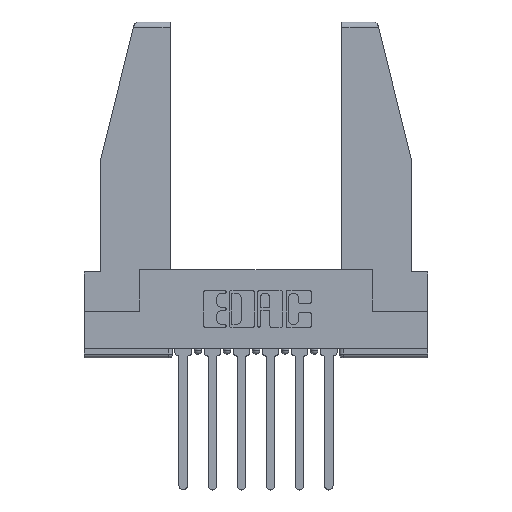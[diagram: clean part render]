
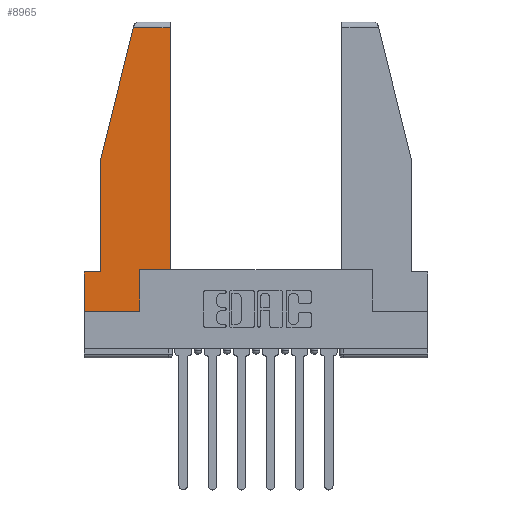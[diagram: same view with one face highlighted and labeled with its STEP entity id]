
A CAD part, top view. The second image highlights one B-rep face of the part: STEP entity #8965.
In plain terms, the highlighted planar face has unit normal (0, 0, 1).
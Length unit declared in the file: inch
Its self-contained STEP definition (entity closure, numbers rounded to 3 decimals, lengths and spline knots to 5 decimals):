
#253 = AXIS2_PLACEMENT_3D ( 'NONE', #1728, #2636, #9025 ) ;
#434 = VECTOR ( 'NONE', #2094, 39.37008 ) ;
#814 = ORIENTED_EDGE ( 'NONE', *, *, #6017, .T. ) ;
#1065 = VECTOR ( 'NONE', #6174, 39.37008 ) ;
#1198 = ORIENTED_EDGE ( 'NONE', *, *, #1379, .T. ) ;
#1379 = EDGE_CURVE ( 'NONE', #1700, #9048, #3803, .T. ) ;
#1433 = EDGE_CURVE ( 'NONE', #6939, #10626, #11500, .T. ) ;
#1601 = CARTESIAN_POINT ( 'NONE',  ( 0., 1.52, 0. ) ) ;
#1612 = VECTOR ( 'NONE', #8716, 39.37008 ) ;
#1700 = VERTEX_POINT ( 'NONE', #3852 ) ;
#1728 = CARTESIAN_POINT ( 'NONE',  ( 0., 0., 0. ) ) ;
#1844 = DIRECTION ( 'NONE',  ( 1., 0., 0. ) ) ;
#2058 = VECTOR ( 'NONE', #11791, 39.37008 ) ;
#2094 = DIRECTION ( 'NONE',  ( 0., 1., 0. ) ) ;
#2120 = DIRECTION ( 'NONE',  ( -1., 0., 0. ) ) ;
#2179 = CARTESIAN_POINT ( 'NONE',  ( 0.086, 0.21, 0. ) ) ;
#2216 = VERTEX_POINT ( 'NONE', #11062 ) ;
#2354 = VERTEX_POINT ( 'NONE', #2179 ) ;
#2572 = LINE ( 'NONE', #1601, #1065 ) ;
#2636 = DIRECTION ( 'NONE',  ( 0., 0., 1. ) ) ;
#2669 = CARTESIAN_POINT ( 'NONE',  ( 0.271, 1.55, 0. ) ) ;
#2865 = LINE ( 'NONE', #6634, #6652 ) ;
#3033 = CARTESIAN_POINT ( 'NONE',  ( 0., 0.21, 0. ) ) ;
#3504 = CARTESIAN_POINT ( 'NONE',  ( 0., 0., 0. ) ) ;
#3750 = ORIENTED_EDGE ( 'NONE', *, *, #7767, .T. ) ;
#3803 = LINE ( 'NONE', #5812, #434 ) ;
#3852 = CARTESIAN_POINT ( 'NONE',  ( 0.461, 0.223, 0. ) ) ;
#4300 = LINE ( 'NONE', #3504, #11567 ) ;
#4411 = FACE_OUTER_BOUND ( 'NONE', #9573, .T. ) ;
#4616 = VECTOR ( 'NONE', #1844, 39.37008 ) ;
#4801 = VERTEX_POINT ( 'NONE', #5174 ) ;
#5174 = CARTESIAN_POINT ( 'NONE',  ( 0.297, 0., 0. ) ) ;
#5305 = CARTESIAN_POINT ( 'NONE',  ( 0.086, 0.8, 0. ) ) ;
#5349 = EDGE_CURVE ( 'NONE', #10626, #4801, #4300, .T. ) ;
#5777 = LINE ( 'NONE', #3033, #7897 ) ;
#5812 = CARTESIAN_POINT ( 'NONE',  ( 0.461, 0.223, 0. ) ) ;
#5859 = VERTEX_POINT ( 'NONE', #8834 ) ;
#6017 = EDGE_CURVE ( 'NONE', #8542, #1700, #9141, .T. ) ;
#6174 = DIRECTION ( 'NONE',  ( -1., 0., 0. ) ) ;
#6422 = PLANE ( 'NONE',  #253 ) ;
#6435 = CARTESIAN_POINT ( 'NONE',  ( 0.297, 0.223, 0. ) ) ;
#6634 = CARTESIAN_POINT ( 'NONE',  ( 0.297, 0., 0. ) ) ;
#6652 = VECTOR ( 'NONE', #7658, 39.37008 ) ;
#6815 = EDGE_CURVE ( 'NONE', #2216, #5859, #7105, .T. ) ;
#6939 = VERTEX_POINT ( 'NONE', #10378 ) ;
#7105 = LINE ( 'NONE', #2669, #8131 ) ;
#7266 = CARTESIAN_POINT ( 'NONE',  ( 0.461, 1.52, 0. ) ) ;
#7658 = DIRECTION ( 'NONE',  ( 0., 1., 0. ) ) ;
#7767 = EDGE_CURVE ( 'NONE', #4801, #8542, #2865, .T. ) ;
#7897 = VECTOR ( 'NONE', #2120, 39.37008 ) ;
#8005 = DIRECTION ( 'NONE',  ( 1., 0., 0. ) ) ;
#8131 = VECTOR ( 'NONE', #10867, 39.37008 ) ;
#8542 = VERTEX_POINT ( 'NONE', #6435 ) ;
#8716 = DIRECTION ( 'NONE',  ( 0., -1., 0. ) ) ;
#8834 = CARTESIAN_POINT ( 'NONE',  ( 0.086, 0.8, 0. ) ) ;
#8965 = ADVANCED_FACE ( 'NONE', ( #4411 ), #6422, .T. ) ;
#8973 = CARTESIAN_POINT ( 'NONE',  ( 0., 0., 0. ) ) ;
#9025 = DIRECTION ( 'NONE',  ( 1., 0., 0. ) ) ;
#9048 = VERTEX_POINT ( 'NONE', #7266 ) ;
#9141 = LINE ( 'NONE', #9993, #4616 ) ;
#9288 = ORIENTED_EDGE ( 'NONE', *, *, #10925, .T. ) ;
#9498 = ORIENTED_EDGE ( 'NONE', *, *, #1433, .T. ) ;
#9573 = EDGE_LOOP ( 'NONE', ( #1198, #9288, #9709, #11541, #11614, #9498, #11159, #3750, #814 ) ) ;
#9709 = ORIENTED_EDGE ( 'NONE', *, *, #6815, .T. ) ;
#9993 = CARTESIAN_POINT ( 'NONE',  ( 0.297, 0.223, 0. ) ) ;
#10378 = CARTESIAN_POINT ( 'NONE',  ( 0., 0.21, 0. ) ) ;
#10478 = CARTESIAN_POINT ( 'NONE',  ( 0., 0.21, 0. ) ) ;
#10626 = VERTEX_POINT ( 'NONE', #8973 ) ;
#10867 = DIRECTION ( 'NONE',  ( -0.239, -0.971, 0. ) ) ;
#10925 = EDGE_CURVE ( 'NONE', #9048, #2216, #2572, .T. ) ;
#11062 = CARTESIAN_POINT ( 'NONE',  ( 0.2636, 1.52, 0. ) ) ;
#11159 = ORIENTED_EDGE ( 'NONE', *, *, #5349, .T. ) ;
#11373 = EDGE_CURVE ( 'NONE', #5859, #2354, #11665, .T. ) ;
#11500 = LINE ( 'NONE', #10478, #1612 ) ;
#11541 = ORIENTED_EDGE ( 'NONE', *, *, #11373, .T. ) ;
#11567 = VECTOR ( 'NONE', #8005, 39.37008 ) ;
#11614 = ORIENTED_EDGE ( 'NONE', *, *, #11766, .T. ) ;
#11665 = LINE ( 'NONE', #5305, #2058 ) ;
#11766 = EDGE_CURVE ( 'NONE', #2354, #6939, #5777, .T. ) ;
#11791 = DIRECTION ( 'NONE',  ( 0., -1., 0. ) ) ;
